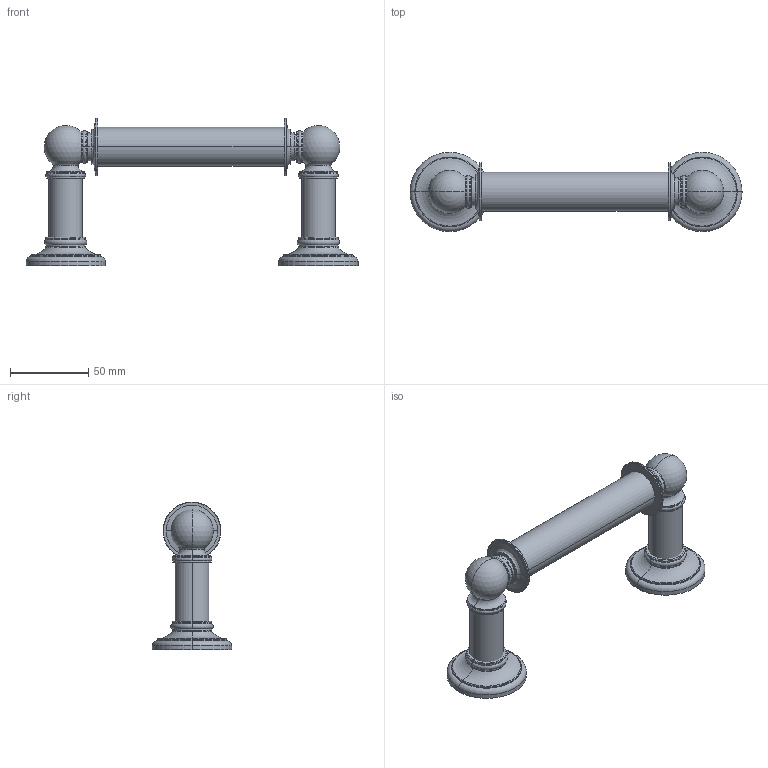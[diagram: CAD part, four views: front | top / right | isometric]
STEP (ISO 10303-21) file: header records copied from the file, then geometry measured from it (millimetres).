
FILE_DESCRIPTION((''),'2;1');
FILE_NAME('4508N_WEB','2010-09-03T',('project'),(''),'PRO/ENGINEER BY PARAMETRIC TECHNOLOGY CORPORATION, 2009300','PRO/ENGINEER BY PARAMETRIC TECHNOLOGY CORPORATION, 2009300','');
FILE_SCHEMA(('CONFIG_CONTROL_DESIGN'));
Length unit declared in the file: inch
Products named in the file (1): 4508N_WEB
Bounding box: 212.72 x 50.8 x 94.75 mm (x, y, z)
Surface area: 43855.3 mm2 (no closed solid volume)
Topology: 0 solids, 20 shells, 143 faces, 302 edges, 172 vertices
Faces by surface type: torus 70, cylinder 48, plane 17, sphere 4, bspline 4
Entity records: 4178 total; most frequent: CARTESIAN_POINT 1013, DIRECTION 802, ORIENTED_EDGE 546, AXIS2_PLACEMENT_3D 377, EDGE_CURVE 298, CIRCLE 238, VERTEX_POINT 172, EDGE_LOOP 143
